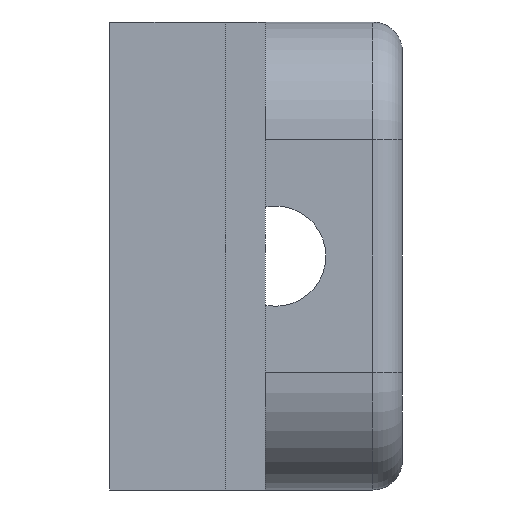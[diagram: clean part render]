
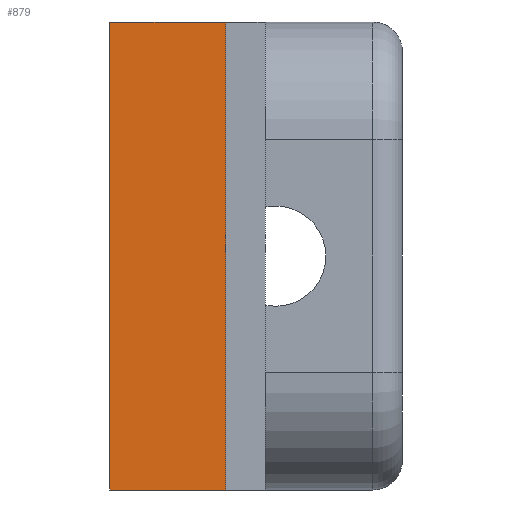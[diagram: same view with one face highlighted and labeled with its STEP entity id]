
A CAD part, left-side view. The second image highlights one B-rep face of the part: STEP entity #879.
In plain terms, the highlighted planar face has unit normal (-1, 0, 0).
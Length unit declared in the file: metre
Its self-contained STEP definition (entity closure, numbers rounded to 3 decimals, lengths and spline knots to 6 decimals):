
#51=LINE('',#1314,#136);
#88=LINE('',#1398,#173);
#92=LINE('',#1414,#177);
#93=LINE('',#1416,#178);
#136=VECTOR('',#1043,1.);
#173=VECTOR('',#1100,1.);
#177=VECTOR('',#1116,1.);
#178=VECTOR('',#1119,1.);
#284=ORIENTED_EDGE('',*,*,#518,.F.);
#285=ORIENTED_EDGE('',*,*,#526,.T.);
#286=ORIENTED_EDGE('',*,*,#527,.T.);
#287=ORIENTED_EDGE('',*,*,#476,.F.);
#476=EDGE_CURVE('',#601,#602,#51,.T.);
#518=EDGE_CURVE('',#638,#601,#88,.T.);
#526=EDGE_CURVE('',#638,#644,#92,.T.);
#527=EDGE_CURVE('',#644,#602,#93,.T.);
#601=VERTEX_POINT('',#1313);
#602=VERTEX_POINT('',#1315);
#638=VERTEX_POINT('',#1397);
#644=VERTEX_POINT('',#1413);
#727=EDGE_LOOP('',(#284,#285,#286,#287));
#794=FACE_BOUND('',#727,.T.);
#851=PLANE('',#954);
#879=ADVANCED_FACE('',(#794),#851,.T.);
#954=AXIS2_PLACEMENT_3D('',#1415,#1117,#1118);
#1043=DIRECTION('',(0.,0.,1.));
#1100=DIRECTION('',(0.,1.,0.));
#1116=DIRECTION('',(0.,0.,1.));
#1117=DIRECTION('',(-1.,0.,0.));
#1118=DIRECTION('',(0.,0.,1.));
#1119=DIRECTION('',(0.,1.,0.));
#1313=CARTESIAN_POINT('',(-0.015227,-0.013,-0.01008));
#1314=CARTESIAN_POINT('',(-0.015227,-0.013,0.000007));
#1315=CARTESIAN_POINT('',(-0.015227,-0.013,0.010093));
#1397=CARTESIAN_POINT('',(-0.015227,-0.018,-0.01008));
#1398=CARTESIAN_POINT('',(-0.015227,-0.018002,-0.01008));
#1413=CARTESIAN_POINT('',(-0.015227,-0.018,0.010093));
#1414=CARTESIAN_POINT('',(-0.015227,-0.018,0.000007));
#1415=CARTESIAN_POINT('',(-0.015227,-0.018002,0.000007));
#1416=CARTESIAN_POINT('',(-0.015227,-0.018002,0.010093));
